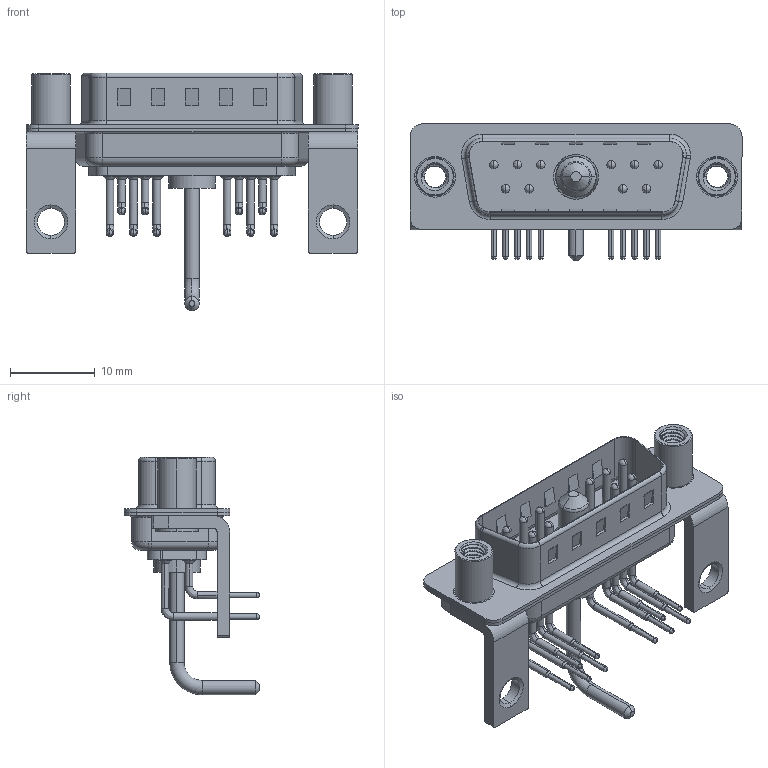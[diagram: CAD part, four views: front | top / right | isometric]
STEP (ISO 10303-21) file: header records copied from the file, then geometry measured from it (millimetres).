
FILE_DESCRIPTION (( 'STEP AP203' ), '1' );
FILE_NAME ('629-11W1250-1TE.STEP', '2022-05-09T20:05:52', ( '' ), ( '' ), 'SwSTEP 2.0', 'SolidWorks 2020', '' );
FILE_SCHEMA (( 'CONFIG_CONTROL_DESIGN' ));
Length unit declared in the file: millimetre
Products named in the file (9): Power Pin_Ext 10A RA; 629Combo Threaded Standoff_D; 629Combo Shell Front_15 Contacts; 629Combo Housing_11W1; 629Combo Stabilizer Bracket; 629Combo Shell Rear_15 Contacts; 629Combo Contact Row 1; 629Combo Contact Row 2; 629-11W1250-1TE
Assembly tree (18 placements, depth 2):
  629-11W1250-1TE
    629Combo Housing_11W1
    629Combo Shell Rear_15 Contacts
    629Combo Shell Front_15 Contacts
    629Combo Stabilizer Bracket  x2
    629Combo Threaded Standoff_D  x2
    Power Pin_Ext 10A RA
    629Combo Contact Row 1  x6
    629Combo Contact Row 2  x4
Bounding box: 39.2 x 16.05 x 28.08 mm (x, y, z)
Volume: 2405 mm3; surface area: 6145 mm2
Topology: 19 solids, 22 shells, 1594 faces, 4352 edges, 2818 vertices
Faces by surface type: plane 820, cylinder 590, bspline 67, cone 63, torus 54
Entity records: 24784 total; most frequent: CARTESIAN_POINT 6259, DIRECTION 3732, ORIENTED_EDGE 3560, EDGE_CURVE 1780, AXIS2_PLACEMENT_3D 1345, VERTEX_POINT 1147, LINE 1042, VECTOR 1042
